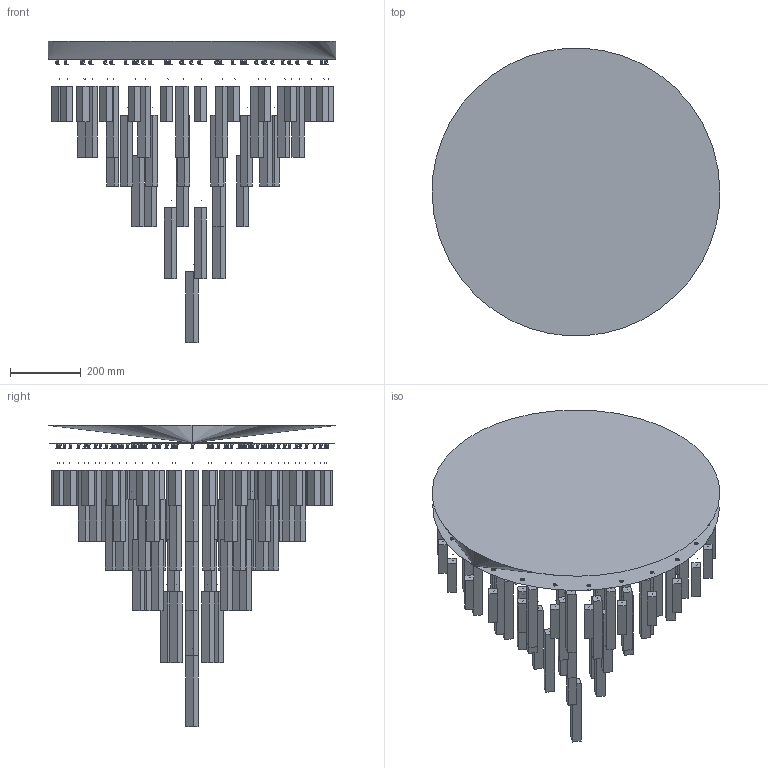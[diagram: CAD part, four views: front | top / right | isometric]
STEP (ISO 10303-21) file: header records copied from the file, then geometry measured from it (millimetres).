
FILE_DESCRIPTION(/* description */ (''),/* implementation_level */ '2;1');
FILE_NAME(/* name */ 'Loci_Geo72_Pier_3D_mm',/* time_stamp */ '2025-10-08T13:45:31-07:00',/* author */ (''),/* organization */ (''),/* preprocessor_version */ 'ST-DEVELOPER v16.5',/* originating_system */ '',/* authorisation */ '');
FILE_SCHEMA (('AUTOMOTIVE_DESIGN'));
Products named in the file (1): Document
Bounding box: 812.8 x 811.33 x 850.24 mm (x, y, z)
Volume: 34092015.9 mm3; surface area: 2646912.9 mm2
Topology: 289 solids, 289 shells, 3030 faces, 7210 edges, 4686 vertices
Faces by surface type: bspline 1588, plane 1442
Entity records: 141609 total; most frequent: CARTESIAN_POINT 94637, ORIENTED_EDGE 14276, EDGE_CURVE 7138, VERTEX_POINT 4686, B_SPLINE_CURVE_WITH_KNOTS 3456, ADVANCED_FACE 3030, FACE_OUTER_BOUND 3030, EDGE_LOOP 3030
